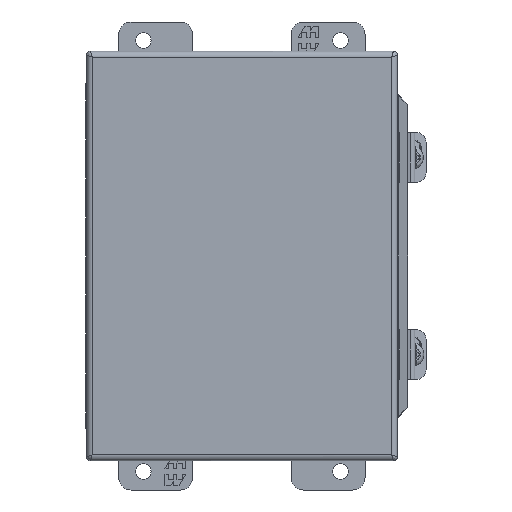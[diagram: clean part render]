
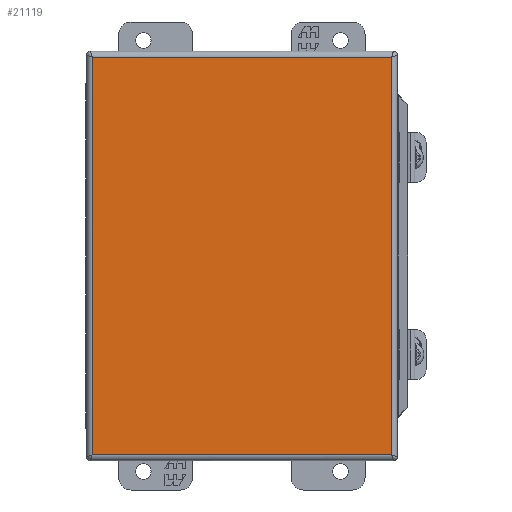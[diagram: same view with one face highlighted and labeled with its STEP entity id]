
A CAD part, front view. The second image highlights one B-rep face of the part: STEP entity #21119.
In plain terms, the highlighted planar face has unit normal (0, -1, 0).
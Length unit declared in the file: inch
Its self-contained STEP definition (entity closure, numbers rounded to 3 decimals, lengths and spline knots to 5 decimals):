
#190 = VECTOR ( 'NONE', #29966, 39.37008 ) ;
#270 = VERTEX_POINT ( 'NONE', #33012 ) ;
#1653 = EDGE_CURVE ( 'NONE', #270, #24658, #7116, .T. ) ;
#4318 = CARTESIAN_POINT ( 'NONE',  ( 3.0378, -4.19685, 4.15591 ) ) ;
#5907 = CARTESIAN_POINT ( 'NONE',  ( -3.0378, -4.19685, -4.15591 ) ) ;
#7116 = LINE ( 'NONE', #14512, #190 ) ;
#7758 = CARTESIAN_POINT ( 'NONE',  ( -3.0378, -4.19685, -4.0378 ) ) ;
#8303 = EDGE_CURVE ( 'NONE', #24658, #24686, #22726, .T. ) ;
#8308 = VECTOR ( 'NONE', #30404, 39.37008 ) ;
#8554 = EDGE_CURVE ( 'NONE', #25380, #270, #15262, .T. ) ;
#8681 = DIRECTION ( 'NONE',  ( 0., -1., 0. ) ) ;
#10948 = EDGE_CURVE ( 'NONE', #24686, #25380, #19604, .T. ) ;
#11893 = ORIENTED_EDGE ( 'NONE', *, *, #1653, .T. ) ;
#12961 = CARTESIAN_POINT ( 'NONE',  ( -3.0378, -4.19685, 4.0378 ) ) ;
#13420 = PLANE ( 'NONE',  #25575 ) ;
#13720 = EDGE_LOOP ( 'NONE', ( #19379, #22572, #29133, #11893 ) ) ;
#13820 = DIRECTION ( 'NONE',  ( 0., 0., -1. ) ) ;
#14512 = CARTESIAN_POINT ( 'NONE',  ( -3.15591, -4.19685, 4.0378 ) ) ;
#15262 = LINE ( 'NONE', #4318, #8308 ) ;
#16002 = DIRECTION ( 'NONE',  ( 0., 0., -1. ) ) ;
#18185 = CARTESIAN_POINT ( 'NONE',  ( 3.15591, -4.19685, -4.0378 ) ) ;
#19379 = ORIENTED_EDGE ( 'NONE', *, *, #8303, .T. ) ;
#19604 = LINE ( 'NONE', #18185, #31030 ) ;
#21119 = ADVANCED_FACE ( 'NONE', ( #24785 ), #13420, .T. ) ;
#22572 = ORIENTED_EDGE ( 'NONE', *, *, #10948, .T. ) ;
#22726 = LINE ( 'NONE', #5907, #32508 ) ;
#24658 = VERTEX_POINT ( 'NONE', #12961 ) ;
#24686 = VERTEX_POINT ( 'NONE', #7758 ) ;
#24785 = FACE_OUTER_BOUND ( 'NONE', #13720, .T. ) ;
#25380 = VERTEX_POINT ( 'NONE', #26486 ) ;
#25575 = AXIS2_PLACEMENT_3D ( 'NONE', #26529, #8681, #16002 ) ;
#26156 = DIRECTION ( 'NONE',  ( 1., 0., 0. ) ) ;
#26486 = CARTESIAN_POINT ( 'NONE',  ( 3.0378, -4.19685, -4.0378 ) ) ;
#26529 = CARTESIAN_POINT ( 'NONE',  ( 0., -4.19685, 0. ) ) ;
#29133 = ORIENTED_EDGE ( 'NONE', *, *, #8554, .T. ) ;
#29966 = DIRECTION ( 'NONE',  ( -1., 0., 0. ) ) ;
#30404 = DIRECTION ( 'NONE',  ( 0., 0., 1. ) ) ;
#31030 = VECTOR ( 'NONE', #26156, 39.37008 ) ;
#32508 = VECTOR ( 'NONE', #13820, 39.37008 ) ;
#33012 = CARTESIAN_POINT ( 'NONE',  ( 3.0378, -4.19685, 4.0378 ) ) ;
